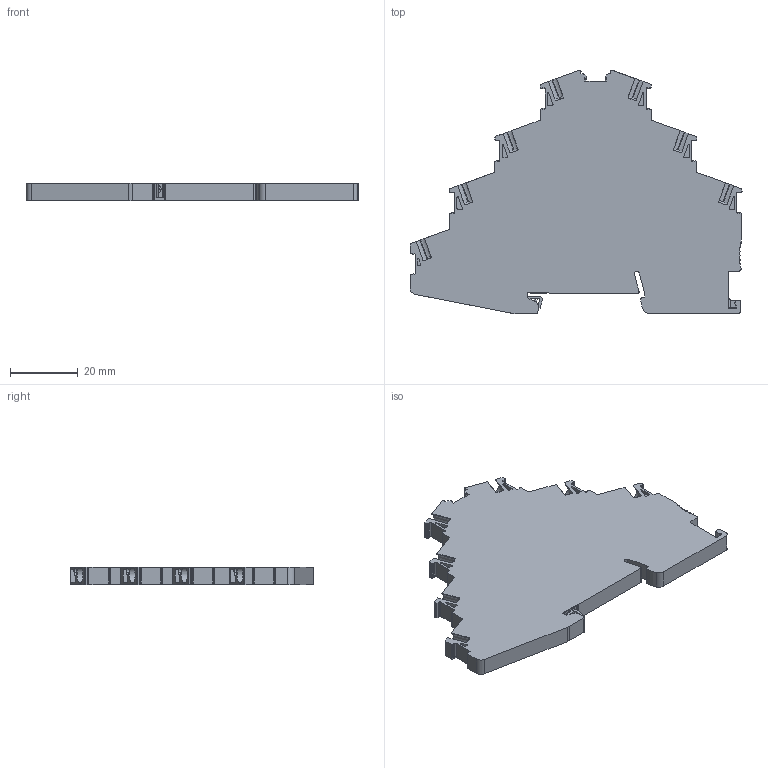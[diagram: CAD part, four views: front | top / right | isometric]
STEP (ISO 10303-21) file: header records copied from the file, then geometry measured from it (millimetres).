
FILE_DESCRIPTION((''),'2;1');
FILE_NAME('UJ5-2_5JD_3L','2022-11-29T',('ASUS'),(''),'PRO/ENGINEER BY PARAMETRIC TECHNOLOGY CORPORATION, 2013230','PRO/ENGINEER BY PARAMETRIC TECHNOLOGY CORPORATION, 2013230','');
FILE_SCHEMA(('CONFIG_CONTROL_DESIGN'));
Length unit declared in the file: millimetre
Products named in the file (1): UJ5-2_5JD_3L
Bounding box: 98.2 x 72 x 5.2 mm (x, y, z)
Volume: 22518.3 mm3; surface area: 13217.8 mm2
Topology: 1 solids, 1 shells, 684 faces, 1964 edges, 1316 vertices
Faces by surface type: plane 473, cylinder 186, bspline 18, cone 7
Entity records: 23606 total; most frequent: CARTESIAN_POINT 5553, ORIENTED_EDGE 3928, DIRECTION 3542, EDGE_CURVE 1964, VECTOR 1362, LINE 1362, VERTEX_POINT 1316, AXIS2_PLACEMENT_3D 1090
